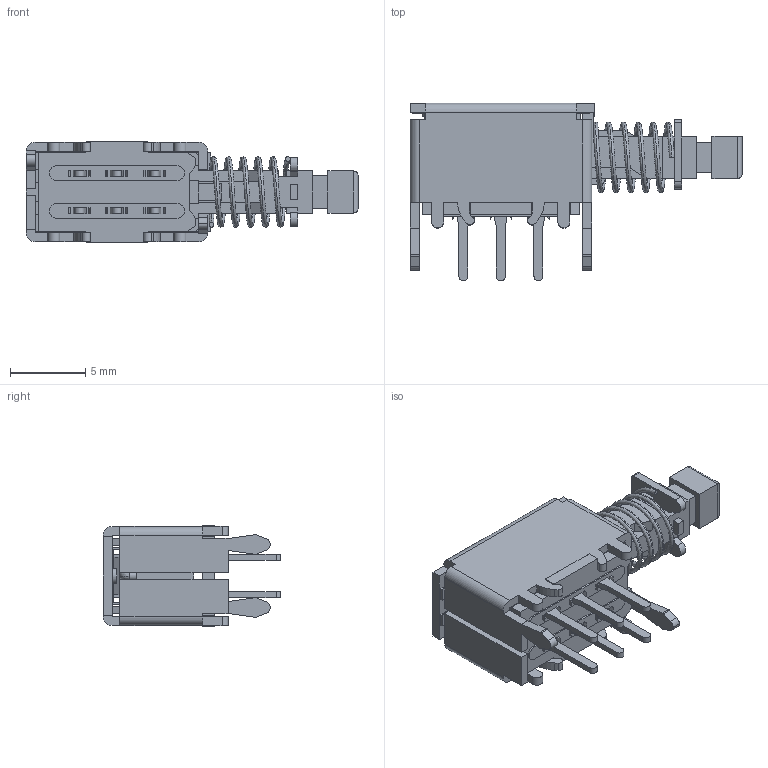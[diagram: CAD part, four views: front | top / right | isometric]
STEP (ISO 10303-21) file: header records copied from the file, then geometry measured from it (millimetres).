
FILE_DESCRIPTION (( 'STEP AP214' ), '1' );
FILE_NAME ('LC2259EENP.STEP', '2023-11-29T03:49:17', ( 'USER' ), ( '' ), 'SwSTEP 2.0', 'SolidWorks 2016', '' );
FILE_SCHEMA (( 'AUTOMOTIVE_DESIGN' ));
Length unit declared in the file: millimetre
Products named in the file (1): LC2259EENP
Bounding box: 22.1 x 11.8 x 6.7 mm (x, y, z)
Volume: 431.6 mm3; surface area: 1508.2 mm2
Topology: 1 solids, 1 shells, 661 faces, 1937 edges, 1267 vertices
Faces by surface type: plane 539, cylinder 106, bspline 16
Entity records: 31280 total; most frequent: CARTESIAN_POINT 6474, ORIENTED_EDGE 3874, DIRECTION 3323, EDGE_CURVE 1937, VECTOR 1591, LINE 1591, VERTEX_POINT 1267, AXIS2_PLACEMENT_3D 866
